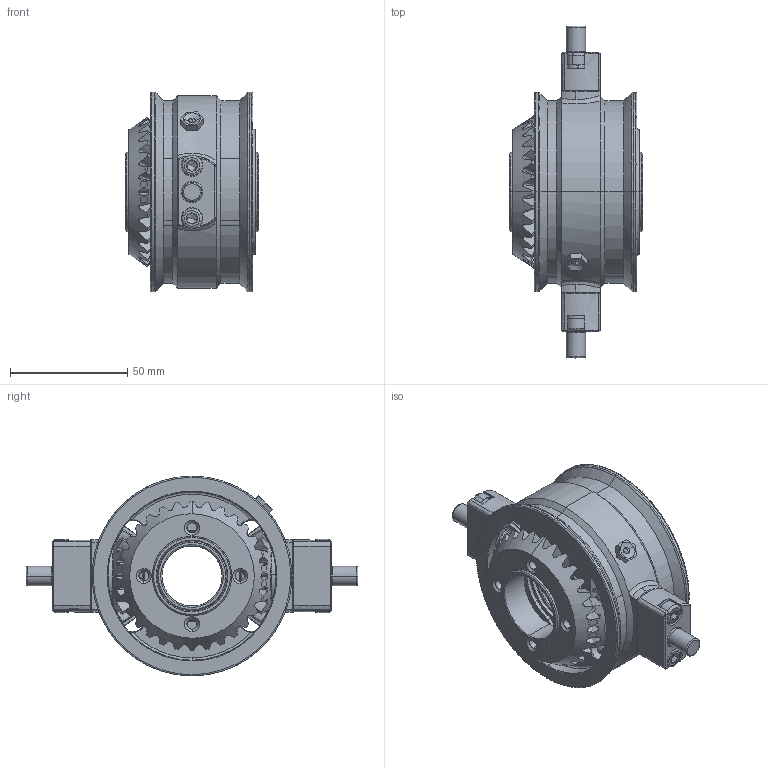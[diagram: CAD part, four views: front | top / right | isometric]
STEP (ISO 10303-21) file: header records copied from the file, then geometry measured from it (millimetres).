
FILE_DESCRIPTION(('FreeCAD Model'),'2;1');
FILE_NAME('Open CASCADE Shape Model','2025-05-07T16:33:19',('FreeCAD'),( 'FreeCAD'),'Open CASCADE STEP processor 7.6','FreeCAD','Unknown');
FILE_SCHEMA(('AUTOMOTIVE_DESIGN { 1 0 10303 214 1 1 1 1 }'));
Products named in the file (1): Open CASCADE STEP translator 7.6 1
Bounding box: 56.84 x 141.42 x 85.06 mm (x, y, z)
Volume: 170033.4 mm3; surface area: 95964.8 mm2
Topology: 47 solids, 47 shells, 1597 faces, 4222 edges, 2662 vertices
Faces by surface type: bspline 1597
Entity records: 72507 total; most frequent: CARTESIAN_POINT 49223, ORIENTED_EDGE 8316, EDGE_CURVE 4158, VERTEX_POINT 2662, B_SPLINE_CURVE_WITH_KNOTS 2332, FACE_BOUND 1732, EDGE_LOOP 1732, ADVANCED_FACE 1597
